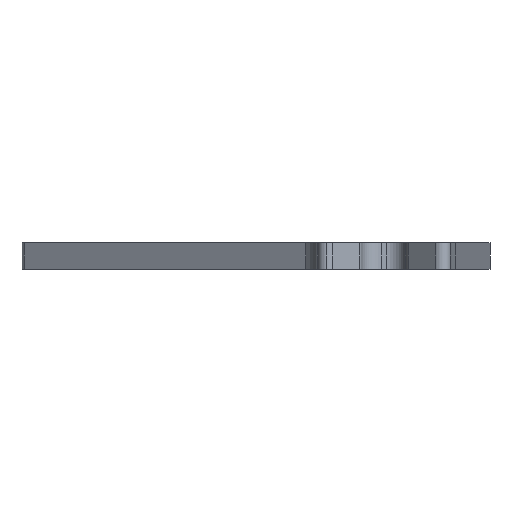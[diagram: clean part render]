
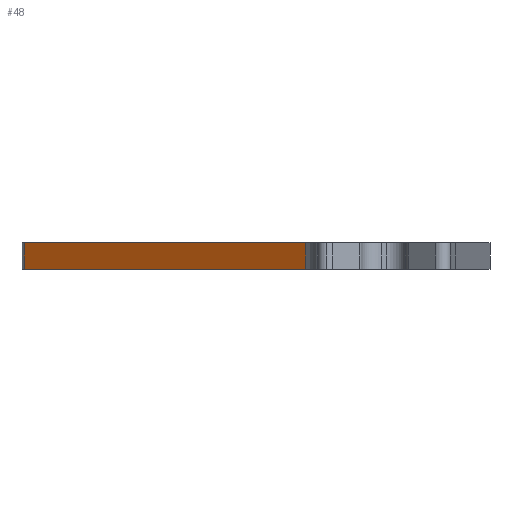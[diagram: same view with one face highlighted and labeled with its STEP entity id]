
A CAD part, left-side view. The second image highlights one B-rep face of the part: STEP entity #48.
In plain terms, the highlighted planar face has unit normal (-0.819, 0.574, 0).
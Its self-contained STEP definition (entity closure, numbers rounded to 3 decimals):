
#48 = ADVANCED_FACE ( 'NONE', ( #667 ), #1840, .T. ) ;
#49 = LINE ( 'NONE', #1447, #1660 ) ;
#58 = CARTESIAN_POINT ( 'NONE',  ( 51.385, 22.748, 6. ) ) ;
#113 = DIRECTION ( 'NONE',  ( -0.819, 0.574, 0. ) ) ;
#185 = VECTOR ( 'NONE', #1442, 1000. ) ;
#224 = CARTESIAN_POINT ( 'NONE',  ( 96.124, 86.642, 6. ) ) ;
#227 = CARTESIAN_POINT ( 'NONE',  ( 96.124, 86.642, 0. ) ) ;
#342 = CARTESIAN_POINT ( 'NONE',  ( 51.385, 22.748, 0. ) ) ;
#360 = CARTESIAN_POINT ( 'NONE',  ( 51.385, 22.748, 0. ) ) ;
#527 = VERTEX_POINT ( 'NONE', #227 ) ;
#528 = EDGE_CURVE ( 'NONE', #856, #900, #49, .T. ) ;
#537 = EDGE_CURVE ( 'NONE', #856, #1297, #1308, .T. ) ;
#558 = AXIS2_PLACEMENT_3D ( 'NONE', #1832, #113, #1987 ) ;
#575 = EDGE_LOOP ( 'NONE', ( #1182, #772, #1111, #1437 ) ) ;
#597 = EDGE_CURVE ( 'NONE', #900, #527, #1537, .T. ) ;
#667 = FACE_OUTER_BOUND ( 'NONE', #575, .T. ) ;
#704 = CARTESIAN_POINT ( 'NONE',  ( 96.124, 86.642, 6. ) ) ;
#772 = ORIENTED_EDGE ( 'NONE', *, *, #597, .T. ) ;
#814 = VECTOR ( 'NONE', #1158, 1000. ) ;
#856 = VERTEX_POINT ( 'NONE', #959 ) ;
#900 = VERTEX_POINT ( 'NONE', #224 ) ;
#959 = CARTESIAN_POINT ( 'NONE',  ( 51.385, 22.748, 6. ) ) ;
#966 = EDGE_CURVE ( 'NONE', #1297, #527, #1340, .T. ) ;
#1024 = DIRECTION ( 'NONE',  ( 0., 0., -1. ) ) ;
#1111 = ORIENTED_EDGE ( 'NONE', *, *, #966, .F. ) ;
#1158 = DIRECTION ( 'NONE',  ( 0., 0., -1. ) ) ;
#1182 = ORIENTED_EDGE ( 'NONE', *, *, #528, .T. ) ;
#1297 = VERTEX_POINT ( 'NONE', #360 ) ;
#1308 = LINE ( 'NONE', #58, #814 ) ;
#1340 = LINE ( 'NONE', #342, #185 ) ;
#1437 = ORIENTED_EDGE ( 'NONE', *, *, #537, .F. ) ;
#1442 = DIRECTION ( 'NONE',  ( 0.574, 0.819, 0. ) ) ;
#1447 = CARTESIAN_POINT ( 'NONE',  ( 51.385, 22.748, 6. ) ) ;
#1537 = LINE ( 'NONE', #704, #1640 ) ;
#1618 = DIRECTION ( 'NONE',  ( 0.574, 0.819, 0. ) ) ;
#1640 = VECTOR ( 'NONE', #1024, 1000. ) ;
#1660 = VECTOR ( 'NONE', #1618, 1000. ) ;
#1832 = CARTESIAN_POINT ( 'NONE',  ( 51.385, 22.748, 6. ) ) ;
#1840 = PLANE ( 'NONE',  #558 ) ;
#1987 = DIRECTION ( 'NONE',  ( -0.574, -0.819, 0. ) ) ;
